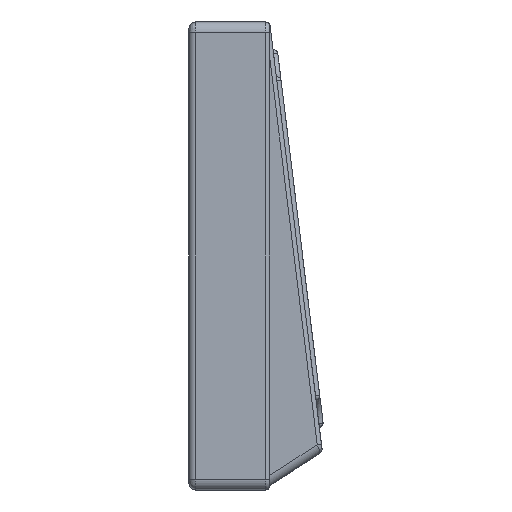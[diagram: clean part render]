
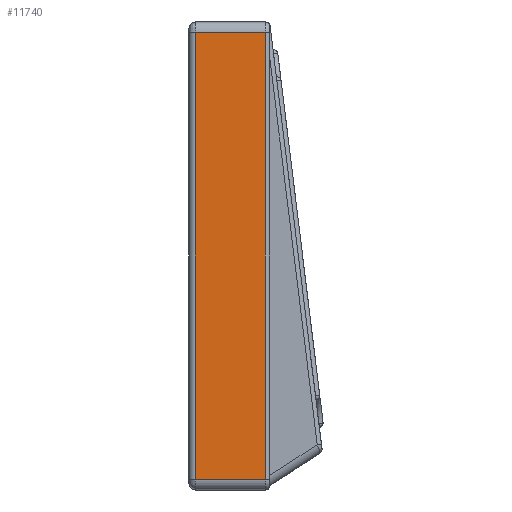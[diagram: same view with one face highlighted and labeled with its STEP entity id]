
A CAD part, left-side view. The second image highlights one B-rep face of the part: STEP entity #11740.
In plain terms, the highlighted planar face has unit normal (-1, 0, 0).
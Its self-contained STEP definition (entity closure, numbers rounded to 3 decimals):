
#379=PLANE('',#12539);
#1051=FACE_OUTER_BOUND('',#1727,.T.);
#1727=EDGE_LOOP('',(#8546,#8547,#8548,#8549));
#3049=LINE('',#21225,#4023);
#3050=LINE('',#21227,#4024);
#3051=LINE('',#21229,#4025);
#3052=LINE('',#21230,#4026);
#4023=VECTOR('',#13869,10.);
#4024=VECTOR('',#13870,1000.);
#4025=VECTOR('',#13871,1000.);
#4026=VECTOR('',#13872,1000.);
#5120=VERTEX_POINT('',#21223);
#5121=VERTEX_POINT('',#21224);
#5122=VERTEX_POINT('',#21226);
#5123=VERTEX_POINT('',#21228);
#6445=EDGE_CURVE('',#5120,#5121,#3049,.T.);
#6446=EDGE_CURVE('',#5120,#5122,#3050,.T.);
#6447=EDGE_CURVE('',#5122,#5123,#3051,.T.);
#6448=EDGE_CURVE('',#5123,#5121,#3052,.T.);
#8546=ORIENTED_EDGE('',*,*,#6445,.F.);
#8547=ORIENTED_EDGE('',*,*,#6446,.T.);
#8548=ORIENTED_EDGE('',*,*,#6447,.T.);
#8549=ORIENTED_EDGE('',*,*,#6448,.T.);
#11740=ADVANCED_FACE('',(#1051),#379,.F.);
#12539=AXIS2_PLACEMENT_3D('',#21222,#13867,#13868);
#13867=DIRECTION('center_axis',(1.,0.,0.));
#13868=DIRECTION('ref_axis',(0.,0.,-1.));
#13869=DIRECTION('',(0.,0.,-1.));
#13870=DIRECTION('',(0.,1.,0.));
#13871=DIRECTION('',(0.,0.,-1.));
#13872=DIRECTION('',(0.,-1.,0.));
#21222=CARTESIAN_POINT('Origin',(-145.703,-14.642,-59.333));
#21223=CARTESIAN_POINT('',(-145.703,-32.642,48.367));
#21224=CARTESIAN_POINT('',(-145.703,-32.642,-56.833));
#21225=CARTESIAN_POINT('',(-145.703,-32.642,-31.783));
#21226=CARTESIAN_POINT('',(-145.703,-16.142,48.367));
#21227=CARTESIAN_POINT('',(-145.703,-14.642,48.367));
#21228=CARTESIAN_POINT('',(-145.703,-16.142,-56.833));
#21229=CARTESIAN_POINT('',(-145.703,-16.142,-56.833));
#21230=CARTESIAN_POINT('',(-145.703,-14.642,-56.833));
